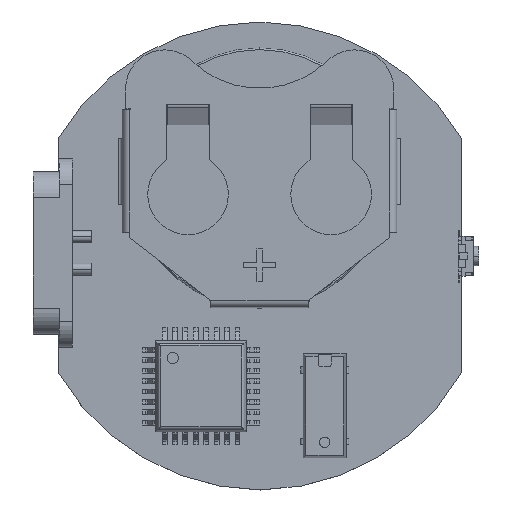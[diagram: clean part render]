
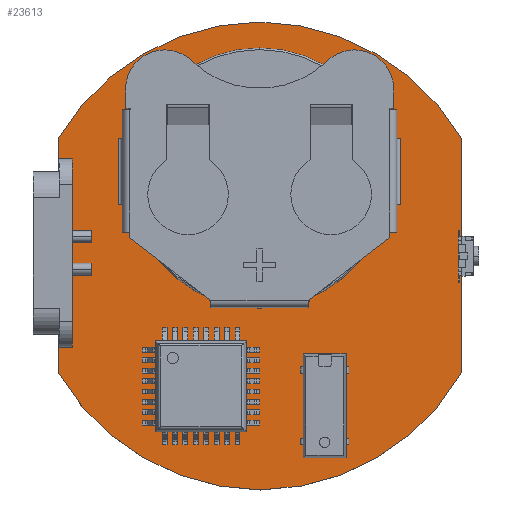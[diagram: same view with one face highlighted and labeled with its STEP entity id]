
A CAD part, top view. The second image highlights one B-rep face of the part: STEP entity #23613.
In plain terms, the highlighted planar face has unit normal (0, 0, 1).
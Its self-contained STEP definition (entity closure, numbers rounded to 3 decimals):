
#23380 = VERTEX_POINT('',#23381);
#23381 = CARTESIAN_POINT('',(192.029,-81.501,1.51));
#23387 = EDGE_CURVE('',#23380,#23388,#23390,.T.);
#23388 = VERTEX_POINT('',#23389);
#23389 = CARTESIAN_POINT('',(207.529,-90.463,1.51));
#23390 = CIRCLE('',#23391,18.255);
#23391 = AXIS2_PLACEMENT_3D('',#23392,#23393,#23394);
#23392 = CARTESIAN_POINT('',(191.816,-99.754,1.51));
#23393 = DIRECTION('',(0.,0.,-1.));
#23394 = DIRECTION('',(0.012,1.,0.));
#23420 = EDGE_CURVE('',#23388,#23421,#23423,.T.);
#23421 = VERTEX_POINT('',#23422);
#23422 = CARTESIAN_POINT('',(207.529,-108.463,1.51));
#23423 = LINE('',#23424,#23425);
#23424 = CARTESIAN_POINT('',(207.529,-90.463,1.51));
#23425 = VECTOR('',#23426,1.);
#23426 = DIRECTION('',(0.,-1.,0.));
#23451 = EDGE_CURVE('',#23421,#23452,#23454,.T.);
#23452 = VERTEX_POINT('',#23453);
#23453 = CARTESIAN_POINT('',(192.095,-117.463,1.51));
#23454 = CIRCLE('',#23455,18.096);
#23455 = AXIS2_PLACEMENT_3D('',#23456,#23457,#23458);
#23456 = CARTESIAN_POINT('',(191.884,-99.368,1.51));
#23457 = DIRECTION('',(0.,0.,-1.));
#23458 = DIRECTION('',(0.865,-0.503,0.));
#23484 = EDGE_CURVE('',#23452,#23485,#23487,.T.);
#23485 = VERTEX_POINT('',#23486);
#23486 = CARTESIAN_POINT('',(192.029,-117.463,1.51));
#23487 = LINE('',#23488,#23489);
#23488 = CARTESIAN_POINT('',(192.095,-117.463,1.51));
#23489 = VECTOR('',#23490,1.);
#23490 = DIRECTION('',(-1.,0.,0.));
#23515 = EDGE_CURVE('',#23485,#23516,#23518,.T.);
#23516 = VERTEX_POINT('',#23517);
#23517 = CARTESIAN_POINT('',(176.529,-108.463,1.51));
#23518 = CIRCLE('',#23519,18.214);
#23519 = AXIS2_PLACEMENT_3D('',#23520,#23521,#23522);
#23520 = CARTESIAN_POINT('',(192.241,-99.25,1.51));
#23521 = DIRECTION('',(0.,0.,-1.));
#23522 = DIRECTION('',(-0.012,-1.,-0.));
#23548 = EDGE_CURVE('',#23516,#23549,#23551,.T.);
#23549 = VERTEX_POINT('',#23550);
#23550 = CARTESIAN_POINT('',(176.529,-90.463,1.51));
#23551 = LINE('',#23552,#23553);
#23552 = CARTESIAN_POINT('',(176.529,-108.463,1.51));
#23553 = VECTOR('',#23554,1.);
#23554 = DIRECTION('',(0.,1.,0.));
#23579 = EDGE_CURVE('',#23549,#23380,#23580,.T.);
#23580 = CIRCLE('',#23581,18.135);
#23581 = AXIS2_PLACEMENT_3D('',#23582,#23583,#23584);
#23582 = CARTESIAN_POINT('',(192.172,-99.635,1.51));
#23583 = DIRECTION('',(0.,0.,-1.));
#23584 = DIRECTION('',(-0.863,0.506,0.));
#23613 = ADVANCED_FACE('',(#23614),#23623,.T.);
#23614 = FACE_BOUND('',#23615,.F.);
#23615 = EDGE_LOOP('',(#23616,#23617,#23618,#23619,#23620,#23621,#23622)
  );
#23616 = ORIENTED_EDGE('',*,*,#23387,.T.);
#23617 = ORIENTED_EDGE('',*,*,#23420,.T.);
#23618 = ORIENTED_EDGE('',*,*,#23451,.T.);
#23619 = ORIENTED_EDGE('',*,*,#23484,.T.);
#23620 = ORIENTED_EDGE('',*,*,#23515,.T.);
#23621 = ORIENTED_EDGE('',*,*,#23548,.T.);
#23622 = ORIENTED_EDGE('',*,*,#23579,.T.);
#23623 = PLANE('',#23624);
#23624 = AXIS2_PLACEMENT_3D('',#23625,#23626,#23627);
#23625 = CARTESIAN_POINT('',(0.,0.,1.51));
#23626 = DIRECTION('',(0.,0.,1.));
#23627 = DIRECTION('',(1.,0.,-0.));
